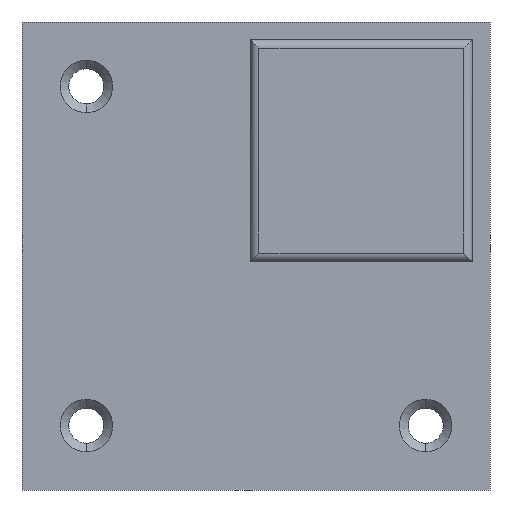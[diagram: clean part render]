
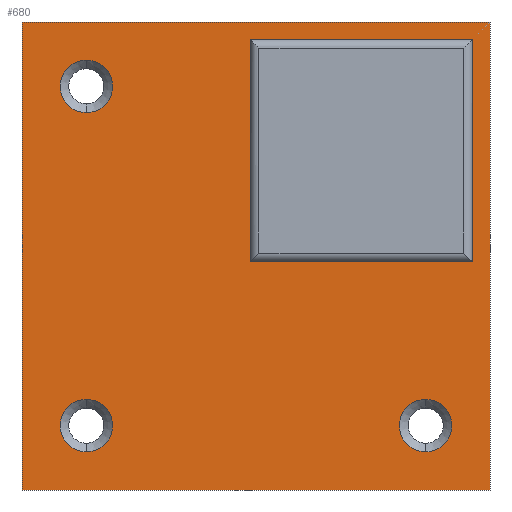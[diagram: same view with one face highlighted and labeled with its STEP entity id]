
A CAD part, front view. The second image highlights one B-rep face of the part: STEP entity #680.
In plain terms, the highlighted planar face has unit normal (0, -1, 0).
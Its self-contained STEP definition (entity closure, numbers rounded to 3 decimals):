
#7 = VERTEX_POINT ( 'NONE', #786 ) ;
#10 = DIRECTION ( 'NONE',  ( 0., 1., 0. ) ) ;
#13 = CARTESIAN_POINT ( 'NONE',  ( -40., -8., -40. ) ) ;
#16 = VECTOR ( 'NONE', #144, 1000. ) ;
#22 = VECTOR ( 'NONE', #406, 1000. ) ;
#25 = CIRCLE ( 'NONE', #106, 4.5 ) ;
#37 = DIRECTION ( 'NONE',  ( 0., 0., 1. ) ) ;
#53 = CIRCLE ( 'NONE', #100, 4.5 ) ;
#61 = DIRECTION ( 'NONE',  ( 0., 1., 0. ) ) ;
#69 = DIRECTION ( 'NONE',  ( -1., 0., 0. ) ) ;
#79 = CARTESIAN_POINT ( 'NONE',  ( -40., -8., -40. ) ) ;
#90 = VERTEX_POINT ( 'NONE', #967 ) ;
#100 = AXIS2_PLACEMENT_3D ( 'NONE', #624, #778, #236 ) ;
#105 = EDGE_CURVE ( 'NONE', #519, #7, #602, .T. ) ;
#106 = AXIS2_PLACEMENT_3D ( 'NONE', #900, #287, #210 ) ;
#114 = AXIS2_PLACEMENT_3D ( 'NONE', #706, #790, #37 ) ;
#118 = VECTOR ( 'NONE', #520, 1000. ) ;
#120 = ORIENTED_EDGE ( 'NONE', *, *, #410, .T. ) ;
#121 = FACE_BOUND ( 'NONE', #621, .T. ) ;
#125 = FACE_BOUND ( 'NONE', #395, .T. ) ;
#137 = PLANE ( 'NONE',  #795 ) ;
#144 = DIRECTION ( 'NONE',  ( 0., 0., -1. ) ) ;
#147 = CIRCLE ( 'NONE', #114, 4.5 ) ;
#159 = DIRECTION ( 'NONE',  ( 0., 0., -1. ) ) ;
#164 = DIRECTION ( 'NONE',  ( -1., 0., 0. ) ) ;
#183 = ORIENTED_EDGE ( 'NONE', *, *, #303, .T. ) ;
#193 = CARTESIAN_POINT ( 'NONE',  ( -40., -8., 40. ) ) ;
#197 = CARTESIAN_POINT ( 'NONE',  ( -40., -8., -40. ) ) ;
#199 = DIRECTION ( 'NONE',  ( 0., 1., 0. ) ) ;
#210 = DIRECTION ( 'NONE',  ( 0., 0., 1. ) ) ;
#214 = VERTEX_POINT ( 'NONE', #577 ) ;
#224 = CARTESIAN_POINT ( 'NONE',  ( 37., -8., -1. ) ) ;
#236 = DIRECTION ( 'NONE',  ( 0., 0., 1. ) ) ;
#237 = ORIENTED_EDGE ( 'NONE', *, *, #105, .F. ) ;
#259 = VERTEX_POINT ( 'NONE', #490 ) ;
#272 = VECTOR ( 'NONE', #476, 1000. ) ;
#278 = FACE_OUTER_BOUND ( 'NONE', #864, .T. ) ;
#287 = DIRECTION ( 'NONE',  ( 0., 1., 0. ) ) ;
#303 = EDGE_CURVE ( 'NONE', #670, #214, #549, .T. ) ;
#308 = EDGE_CURVE ( 'NONE', #90, #698, #959, .T. ) ;
#312 = VERTEX_POINT ( 'NONE', #494 ) ;
#346 = EDGE_CURVE ( 'NONE', #259, #312, #962, .T. ) ;
#379 = LINE ( 'NONE', #841, #16 ) ;
#385 = CARTESIAN_POINT ( 'NONE',  ( 29., -8., -33.5 ) ) ;
#389 = CARTESIAN_POINT ( 'NONE',  ( -29., -8., 33.5 ) ) ;
#393 = AXIS2_PLACEMENT_3D ( 'NONE', #605, #10, #691 ) ;
#395 = EDGE_LOOP ( 'NONE', ( #183, #930 ) ) ;
#401 = LINE ( 'NONE', #13, #782 ) ;
#406 = DIRECTION ( 'NONE',  ( 0., 0., 1. ) ) ;
#407 = EDGE_LOOP ( 'NONE', ( #470, #237, #779, #817 ) ) ;
#410 = EDGE_CURVE ( 'NONE', #449, #583, #25, .T. ) ;
#449 = VERTEX_POINT ( 'NONE', #524 ) ;
#456 = EDGE_CURVE ( 'NONE', #583, #449, #661, .T. ) ;
#459 = LINE ( 'NONE', #763, #272 ) ;
#468 = CARTESIAN_POINT ( 'NONE',  ( 40., -8., -40. ) ) ;
#469 = ORIENTED_EDGE ( 'NONE', *, *, #875, .T. ) ;
#470 = ORIENTED_EDGE ( 'NONE', *, *, #569, .F. ) ;
#476 = DIRECTION ( 'NONE',  ( 0., 0., 1. ) ) ;
#478 = VERTEX_POINT ( 'NONE', #389 ) ;
#490 = CARTESIAN_POINT ( 'NONE',  ( 37., -8., 37. ) ) ;
#492 = EDGE_CURVE ( 'NONE', #513, #977, #401, .T. ) ;
#494 = CARTESIAN_POINT ( 'NONE',  ( -1., -8., 37. ) ) ;
#507 = DIRECTION ( 'NONE',  ( 0., 1., 0. ) ) ;
#513 = VERTEX_POINT ( 'NONE', #468 ) ;
#519 = VERTEX_POINT ( 'NONE', #547 ) ;
#520 = DIRECTION ( 'NONE',  ( 1., 0., 0. ) ) ;
#524 = CARTESIAN_POINT ( 'NONE',  ( 29., -8., -24.5 ) ) ;
#534 = CARTESIAN_POINT ( 'NONE',  ( 40., -8., -40. ) ) ;
#547 = CARTESIAN_POINT ( 'NONE',  ( -1., -8., -1. ) ) ;
#549 = CIRCLE ( 'NONE', #682, 4.5 ) ;
#551 = EDGE_CURVE ( 'NONE', #214, #670, #53, .T. ) ;
#564 = EDGE_CURVE ( 'NONE', #698, #513, #773, .T. ) ;
#567 = DIRECTION ( 'NONE',  ( 0., 0., 1. ) ) ;
#569 = EDGE_CURVE ( 'NONE', #7, #259, #459, .T. ) ;
#571 = LINE ( 'NONE', #197, #22 ) ;
#577 = CARTESIAN_POINT ( 'NONE',  ( -29., -8., -24.5 ) ) ;
#583 = VERTEX_POINT ( 'NONE', #385 ) ;
#596 = EDGE_CURVE ( 'NONE', #478, #937, #147, .T. ) ;
#602 = LINE ( 'NONE', #224, #118 ) ;
#605 = CARTESIAN_POINT ( 'NONE',  ( -29., -8., 29. ) ) ;
#617 = EDGE_CURVE ( 'NONE', #977, #90, #571, .T. ) ;
#621 = EDGE_LOOP ( 'NONE', ( #469, #855 ) ) ;
#624 = CARTESIAN_POINT ( 'NONE',  ( -29., -8., -29. ) ) ;
#658 = FACE_BOUND ( 'NONE', #407, .T. ) ;
#661 = CIRCLE ( 'NONE', #915, 4.5 ) ;
#668 = DIRECTION ( 'NONE',  ( 0., 0., 1. ) ) ;
#670 = VERTEX_POINT ( 'NONE', #886 ) ;
#674 = CARTESIAN_POINT ( 'NONE',  ( 40., -8., 40. ) ) ;
#678 = ORIENTED_EDGE ( 'NONE', *, *, #564, .F. ) ;
#680 = ADVANCED_FACE ( 'NONE', ( #969, #125, #121, #278, #658 ), #137, .F. ) ;
#682 = AXIS2_PLACEMENT_3D ( 'NONE', #877, #199, #567 ) ;
#689 = VECTOR ( 'NONE', #159, 1000. ) ;
#691 = DIRECTION ( 'NONE',  ( 0., 0., 1. ) ) ;
#698 = VERTEX_POINT ( 'NONE', #674 ) ;
#706 = CARTESIAN_POINT ( 'NONE',  ( -29., -8., 29. ) ) ;
#716 = CARTESIAN_POINT ( 'NONE',  ( 37., -8., 37. ) ) ;
#730 = CARTESIAN_POINT ( 'NONE',  ( 0., -8., 0. ) ) ;
#732 = DIRECTION ( 'NONE',  ( 1., 0., 0. ) ) ;
#749 = ORIENTED_EDGE ( 'NONE', *, *, #308, .F. ) ;
#758 = VECTOR ( 'NONE', #69, 1000. ) ;
#763 = CARTESIAN_POINT ( 'NONE',  ( 37., -8., 37. ) ) ;
#767 = CARTESIAN_POINT ( 'NONE',  ( -29., -8., 24.5 ) ) ;
#773 = LINE ( 'NONE', #534, #689 ) ;
#775 = ORIENTED_EDGE ( 'NONE', *, *, #492, .F. ) ;
#778 = DIRECTION ( 'NONE',  ( 0., 1., 0. ) ) ;
#779 = ORIENTED_EDGE ( 'NONE', *, *, #840, .F. ) ;
#782 = VECTOR ( 'NONE', #164, 1000. ) ;
#786 = CARTESIAN_POINT ( 'NONE',  ( 37., -8., -1. ) ) ;
#790 = DIRECTION ( 'NONE',  ( 0., 1., 0. ) ) ;
#795 = AXIS2_PLACEMENT_3D ( 'NONE', #730, #61, #668 ) ;
#811 = DIRECTION ( 'NONE',  ( 0., 0., 1. ) ) ;
#817 = ORIENTED_EDGE ( 'NONE', *, *, #346, .F. ) ;
#825 = CIRCLE ( 'NONE', #393, 4.5 ) ;
#833 = EDGE_LOOP ( 'NONE', ( #948, #120 ) ) ;
#838 = VECTOR ( 'NONE', #732, 1000. ) ;
#840 = EDGE_CURVE ( 'NONE', #312, #519, #379, .T. ) ;
#841 = CARTESIAN_POINT ( 'NONE',  ( -1., -8., 37. ) ) ;
#849 = ORIENTED_EDGE ( 'NONE', *, *, #617, .F. ) ;
#855 = ORIENTED_EDGE ( 'NONE', *, *, #596, .T. ) ;
#864 = EDGE_LOOP ( 'NONE', ( #678, #749, #849, #775 ) ) ;
#875 = EDGE_CURVE ( 'NONE', #937, #478, #825, .T. ) ;
#877 = CARTESIAN_POINT ( 'NONE',  ( -29., -8., -29. ) ) ;
#884 = CARTESIAN_POINT ( 'NONE',  ( 29., -8., -29. ) ) ;
#886 = CARTESIAN_POINT ( 'NONE',  ( -29., -8., -33.5 ) ) ;
#900 = CARTESIAN_POINT ( 'NONE',  ( 29., -8., -29. ) ) ;
#915 = AXIS2_PLACEMENT_3D ( 'NONE', #884, #507, #811 ) ;
#930 = ORIENTED_EDGE ( 'NONE', *, *, #551, .T. ) ;
#937 = VERTEX_POINT ( 'NONE', #767 ) ;
#948 = ORIENTED_EDGE ( 'NONE', *, *, #456, .T. ) ;
#959 = LINE ( 'NONE', #193, #838 ) ;
#962 = LINE ( 'NONE', #716, #758 ) ;
#967 = CARTESIAN_POINT ( 'NONE',  ( -40., -8., 40. ) ) ;
#969 = FACE_BOUND ( 'NONE', #833, .T. ) ;
#977 = VERTEX_POINT ( 'NONE', #79 ) ;
